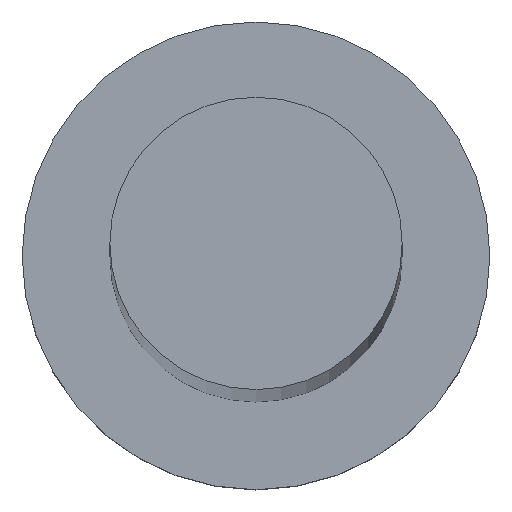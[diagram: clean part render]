
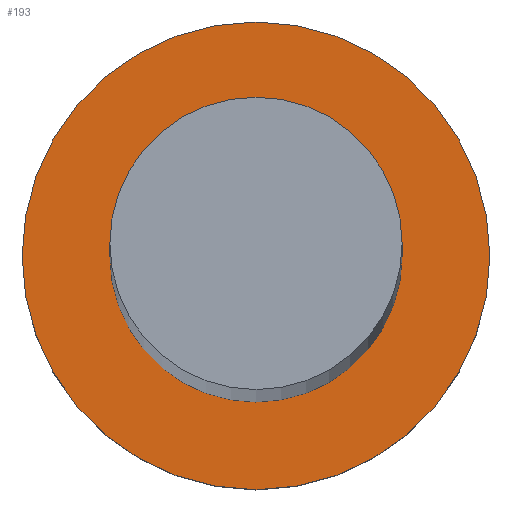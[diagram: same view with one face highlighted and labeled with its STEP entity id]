
A CAD part, top view. The second image highlights one B-rep face of the part: STEP entity #193.
In plain terms, the highlighted planar face has unit normal (0, 0, 1).
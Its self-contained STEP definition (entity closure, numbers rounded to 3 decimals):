
#2 = EDGE_LOOP ( 'NONE', ( #66, #25 ) ) ;
#4 = CARTESIAN_POINT ( 'NONE',  ( 5., 0., 5. ) ) ;
#6 = EDGE_CURVE ( 'NONE', #241, #150, #65, .T. ) ;
#9 = AXIS2_PLACEMENT_3D ( 'NONE', #173, #119, #99 ) ;
#12 = FACE_OUTER_BOUND ( 'NONE', #208, .T. ) ;
#13 = EDGE_CURVE ( 'NONE', #150, #241, #103, .T. ) ;
#19 = AXIS2_PLACEMENT_3D ( 'NONE', #240, #64, #62 ) ;
#25 = ORIENTED_EDGE ( 'NONE', *, *, #243, .F. ) ;
#32 = DIRECTION ( 'NONE',  ( 0., 0., 1. ) ) ;
#41 = VERTEX_POINT ( 'NONE', #4 ) ;
#42 = ORIENTED_EDGE ( 'NONE', *, *, #13, .T. ) ;
#62 = DIRECTION ( 'NONE',  ( 1., 0., 0. ) ) ;
#64 = DIRECTION ( 'NONE',  ( 0., 0., 1. ) ) ;
#65 = CIRCLE ( 'NONE', #152, 8. ) ;
#66 = ORIENTED_EDGE ( 'NONE', *, *, #180, .F. ) ;
#68 = CARTESIAN_POINT ( 'NONE',  ( 0., 0., 5. ) ) ;
#88 = DIRECTION ( 'NONE',  ( 0., 0., 1. ) ) ;
#92 = AXIS2_PLACEMENT_3D ( 'NONE', #172, #32, #134 ) ;
#99 = DIRECTION ( 'NONE',  ( 1., 0., 0. ) ) ;
#103 = CIRCLE ( 'NONE', #19, 8. ) ;
#109 = CIRCLE ( 'NONE', #215, 5. ) ;
#115 = DIRECTION ( 'NONE',  ( 1., 0., 0. ) ) ;
#119 = DIRECTION ( 'NONE',  ( 0., 0., 1. ) ) ;
#134 = DIRECTION ( 'NONE',  ( 1., 0., 0. ) ) ;
#135 = CARTESIAN_POINT ( 'NONE',  ( -5., 0., 5. ) ) ;
#149 = DIRECTION ( 'NONE',  ( 1., 0., 0. ) ) ;
#150 = VERTEX_POINT ( 'NONE', #249 ) ;
#152 = AXIS2_PLACEMENT_3D ( 'NONE', #68, #88, #149 ) ;
#166 = ORIENTED_EDGE ( 'NONE', *, *, #6, .T. ) ;
#172 = CARTESIAN_POINT ( 'NONE',  ( 0., 0., 5. ) ) ;
#173 = CARTESIAN_POINT ( 'NONE',  ( 0., 0., 5. ) ) ;
#180 = EDGE_CURVE ( 'NONE', #242, #41, #109, .T. ) ;
#190 = CARTESIAN_POINT ( 'NONE',  ( 8., 0., 5. ) ) ;
#193 = ADVANCED_FACE ( 'NONE', ( #231, #12 ), #230, .T. ) ;
#208 = EDGE_LOOP ( 'NONE', ( #42, #166 ) ) ;
#215 = AXIS2_PLACEMENT_3D ( 'NONE', #250, #229, #115 ) ;
#229 = DIRECTION ( 'NONE',  ( 0., 0., 1. ) ) ;
#230 = PLANE ( 'NONE',  #92 ) ;
#231 = FACE_BOUND ( 'NONE', #2, .T. ) ;
#240 = CARTESIAN_POINT ( 'NONE',  ( 0., 0., 5. ) ) ;
#241 = VERTEX_POINT ( 'NONE', #190 ) ;
#242 = VERTEX_POINT ( 'NONE', #135 ) ;
#243 = EDGE_CURVE ( 'NONE', #41, #242, #246, .T. ) ;
#246 = CIRCLE ( 'NONE', #9, 5. ) ;
#249 = CARTESIAN_POINT ( 'NONE',  ( -8., 0., 5. ) ) ;
#250 = CARTESIAN_POINT ( 'NONE',  ( 0., 0., 5. ) ) ;
